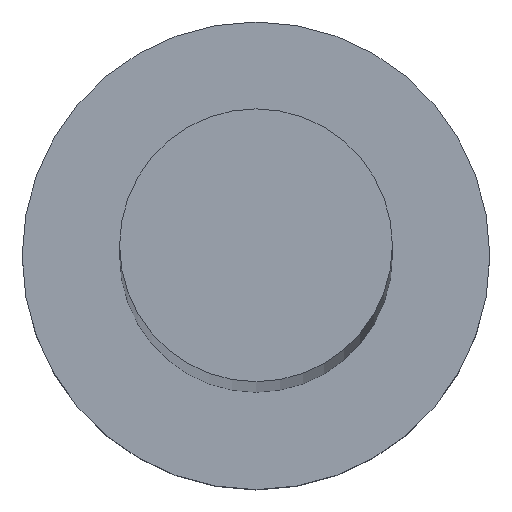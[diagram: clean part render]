
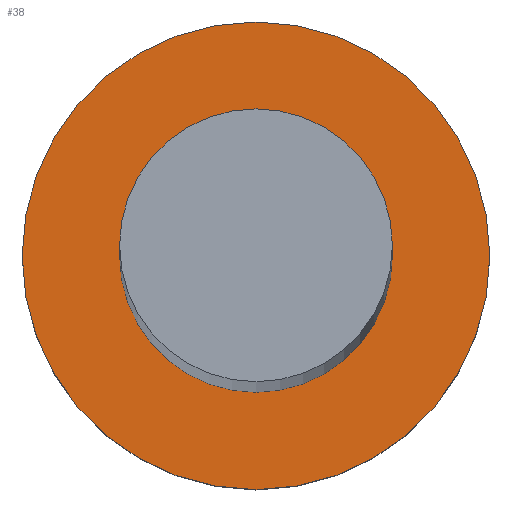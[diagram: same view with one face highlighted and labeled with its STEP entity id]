
A CAD part, top view. The second image highlights one B-rep face of the part: STEP entity #38.
In plain terms, the highlighted planar face has unit normal (0, 0, 1).
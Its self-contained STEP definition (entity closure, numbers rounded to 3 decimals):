
#2 = VERTEX_POINT ( 'NONE', #188 ) ;
#8 = DIRECTION ( 'NONE',  ( 1., 0., 0. ) ) ;
#18 = CIRCLE ( 'NONE', #74, 3.5 ) ;
#30 = CARTESIAN_POINT ( 'NONE',  ( -3.5, 0., 5. ) ) ;
#38 = ADVANCED_FACE ( 'NONE', ( #48, #244 ), #169, .T. ) ;
#42 = CARTESIAN_POINT ( 'NONE',  ( 3.5, 0., 5. ) ) ;
#46 = AXIS2_PLACEMENT_3D ( 'NONE', #216, #196, #8 ) ;
#48 = FACE_BOUND ( 'NONE', #166, .T. ) ;
#57 = DIRECTION ( 'NONE',  ( 0., 0., 1. ) ) ;
#69 = CIRCLE ( 'NONE', #46, 3.5 ) ;
#74 = AXIS2_PLACEMENT_3D ( 'NONE', #210, #246, #143 ) ;
#75 = EDGE_LOOP ( 'NONE', ( #235, #126 ) ) ;
#82 = ORIENTED_EDGE ( 'NONE', *, *, #242, .F. ) ;
#91 = VERTEX_POINT ( 'NONE', #30 ) ;
#97 = AXIS2_PLACEMENT_3D ( 'NONE', #132, #137, #207 ) ;
#102 = CARTESIAN_POINT ( 'NONE',  ( 6., 0., 5. ) ) ;
#107 = EDGE_CURVE ( 'NONE', #220, #2, #231, .T. ) ;
#126 = ORIENTED_EDGE ( 'NONE', *, *, #107, .T. ) ;
#127 = DIRECTION ( 'NONE',  ( 0., 0., 1. ) ) ;
#132 = CARTESIAN_POINT ( 'NONE',  ( 0., 0., 5. ) ) ;
#134 = AXIS2_PLACEMENT_3D ( 'NONE', #222, #127, #249 ) ;
#137 = DIRECTION ( 'NONE',  ( 0., 0., 1. ) ) ;
#143 = DIRECTION ( 'NONE',  ( 1., 0., 0. ) ) ;
#145 = VERTEX_POINT ( 'NONE', #42 ) ;
#163 = AXIS2_PLACEMENT_3D ( 'NONE', #253, #57, #237 ) ;
#165 = EDGE_CURVE ( 'NONE', #2, #220, #239, .T. ) ;
#166 = EDGE_LOOP ( 'NONE', ( #200, #82 ) ) ;
#169 = PLANE ( 'NONE',  #97 ) ;
#188 = CARTESIAN_POINT ( 'NONE',  ( -6., 0., 5. ) ) ;
#196 = DIRECTION ( 'NONE',  ( 0., 0., 1. ) ) ;
#200 = ORIENTED_EDGE ( 'NONE', *, *, #218, .F. ) ;
#207 = DIRECTION ( 'NONE',  ( 1., 0., 0. ) ) ;
#210 = CARTESIAN_POINT ( 'NONE',  ( 0., 0., 5. ) ) ;
#216 = CARTESIAN_POINT ( 'NONE',  ( 0., 0., 5. ) ) ;
#218 = EDGE_CURVE ( 'NONE', #91, #145, #69, .T. ) ;
#220 = VERTEX_POINT ( 'NONE', #102 ) ;
#222 = CARTESIAN_POINT ( 'NONE',  ( 0., 0., 5. ) ) ;
#231 = CIRCLE ( 'NONE', #163, 6. ) ;
#235 = ORIENTED_EDGE ( 'NONE', *, *, #165, .T. ) ;
#237 = DIRECTION ( 'NONE',  ( 1., 0., 0. ) ) ;
#239 = CIRCLE ( 'NONE', #134, 6. ) ;
#242 = EDGE_CURVE ( 'NONE', #145, #91, #18, .T. ) ;
#244 = FACE_OUTER_BOUND ( 'NONE', #75, .T. ) ;
#246 = DIRECTION ( 'NONE',  ( 0., 0., 1. ) ) ;
#249 = DIRECTION ( 'NONE',  ( 1., 0., 0. ) ) ;
#253 = CARTESIAN_POINT ( 'NONE',  ( 0., 0., 5. ) ) ;
